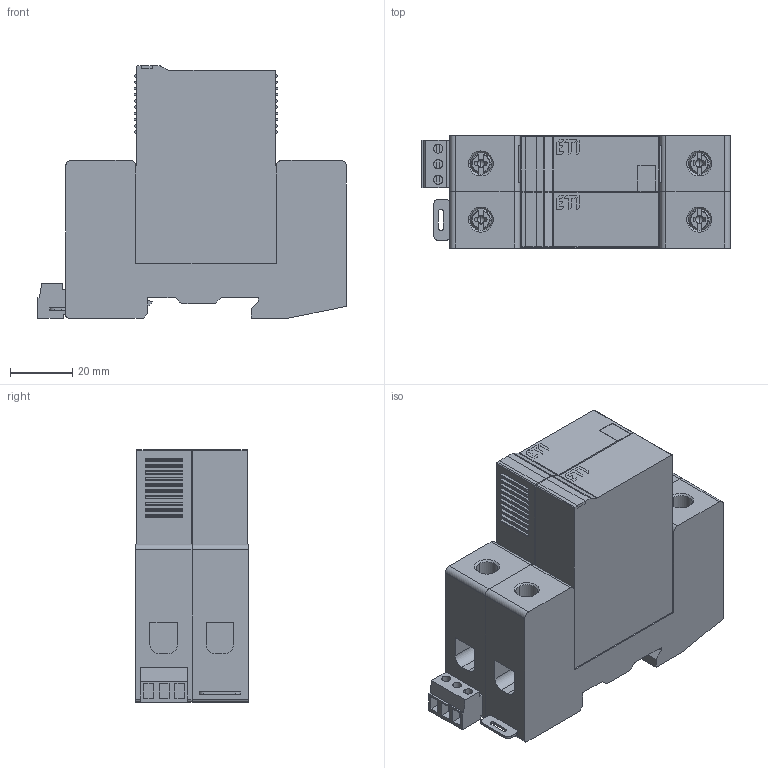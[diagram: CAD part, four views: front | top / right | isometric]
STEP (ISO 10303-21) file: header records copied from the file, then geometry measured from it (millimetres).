
FILE_DESCRIPTION((''),'2;1');
FILE_NAME('ASM0035_ASM','2021-02-01T',('marketing.praksa'),('Audax d.o.o.'),'CREO PARAMETRIC BY PTC INC, 2017480','CREO PARAMETRIC BY PTC INC, 2017480','');
FILE_SCHEMA(('AUTOMOTIVE_DESIGN { 1 0 10303 214 1 1 1 1 }'));
Products named in the file (48): ETITEC_V_T12_28012_5_2_0_1_1_59; 2_0_ORIGINAL_ASM_1_1_ASM_1_1_23_ASM; PRT0014_1_1_1_1_2_3_1_1_1; PRT0015_1_1_1_1_2_3_1_1_1; ASM0017_ASM_1_1_ASM_1_1_2_3_A_2_ASM; ASM0018_ASM_1_1_2_3_ASM_1_ASM_2_ASM; ETITEC_V_T12_28012_5_2_0_1_1_60; 2_0_ORIGINAL_ASM_1_1_ASM_1_1_24_ASM; PRT0011_1_1_2_3_4_1_1_1_2_3_1_2; PRT0011_1_1_2_3_4_2_1_1_2_3_1_2; PRT0011_1_1_2_3_4_3_1_1_2_3_1_2; PRT0011_1_1_2_3_4_ASM_1_1_2_3_2_ASM; PRT0014_1_1_2_1_1_2_3_1_1_1; PRT0015_1_1_2_1_1_2_3_1_1_1; ASM0017_ASM_1_1_2_ASM_1_1_2_3_2_ASM; ASM0019_ASM_1_1_2_3_ASM_1_ASM_2_ASM; ETITEC_V_T12_28012_5_2_0_1_1_61; 2_0_ORIGINAL_ASM_1_ASM_1_ASM_24_ASM; 2_0_ONLY_ONE_POLE_ASM_1_ASM___8_ASM; PRT0010_1_1_1_2_3_4_1_1_1; TMP_DWG_65_1_1_1_2_1_2_3_1_2_24; TMP_DWG_65_1_2_1_2_1_2_3_1_2_24; TMP_DWG_65_1_3_1_2_1_2_3_1_2_24; ASM0011_1_2_ASM_1_ASM_1_1_2_3_2_ASM; ASM0016_ASM_1_ASM_1_1_2_3_ASM_3_ASM; 2_0_TEST_MODUL_ASM_1_ASM_1_1__9_ASM; 2_0_MODULE_ASM_1_1_2_3_ASM_1__1_ASM; ETITEC_V_T12_28012_5_2_0_1_1_62; 2_0_ORIGINAL_ASM_1_ASM_1_ASM_25_ASM; 2_0_ONLY_ONE_POLE_ASM_1_ASM___9_ASM; PRT0010_1_1_1_1_2_3_4_1_1_1; TMP_DWG_65_1_1_1_2_1_2_3_1_2_25; TMP_DWG_65_1_2_1_2_1_2_3_1_2_25; TMP_DWG_65_1_3_1_2_1_2_3_1_2_25; ASM0011_1_2_ASM_1_1_ASM_1_1_2_4_ASM; ASM0016_ASM_1_1_ASM_1_1_2_3_A_2_ASM; 2_0_TEST_MODUL_ASM_1_1_ASM_1__7_ASM; ASM0020_ASM_1_1_2_3_ASM_1_ASM_2_ASM; ASM0014_ASM_1_1_2_3_ASM_1_ASM_2_ASM; ASM0026_ASM_1_ASM_1_1_ASM ...
Assembly tree (47 placements, depth 9):
  ASM0035_ASM
    ASM0031_ASM_1_1_ASM
      ASM0026_ASM_1_ASM_1_1_ASM
        ASM0014_ASM_1_1_2_3_ASM_1_ASM_2_ASM
          ASM0018_ASM_1_1_2_3_ASM_1_ASM_2_ASM
            ASM0017_ASM_1_1_ASM_1_1_2_3_A_2_ASM
              2_0_ORIGINAL_ASM_1_1_ASM_1_1_23_ASM
                ETITEC_V_T12_28012_5_2_0_1_1_59
              PRT0014_1_1_1_1_2_3_1_1_1
              PRT0015_1_1_1_1_2_3_1_1_1
          ASM0019_ASM_1_1_2_3_ASM_1_ASM_2_ASM
            ASM0017_ASM_1_1_2_ASM_1_1_2_3_2_ASM
              2_0_ORIGINAL_ASM_1_1_ASM_1_1_24_ASM
                ETITEC_V_T12_28012_5_2_0_1_1_60
              PRT0011_1_1_2_3_4_ASM_1_1_2_3_2_ASM
                PRT0011_1_1_2_3_4_1_1_1_2_3_1_2
                PRT0011_1_1_2_3_4_2_1_1_2_3_1_2
                PRT0011_1_1_2_3_4_3_1_1_2_3_1_2
              PRT0014_1_1_2_1_1_2_3_1_1_1
              PRT0015_1_1_2_1_1_2_3_1_1_1
          2_0_MODULE_ASM_1_1_2_3_ASM_1__1_ASM
            2_0_TEST_MODUL_ASM_1_ASM_1_1__9_ASM
              2_0_ONLY_ONE_POLE_ASM_1_ASM___8_ASM
                2_0_ORIGINAL_ASM_1_ASM_1_ASM_24_ASM
                  ETITEC_V_T12_28012_5_2_0_1_1_61
              PRT0010_1_1_1_2_3_4_1_1_1
              ASM0016_ASM_1_ASM_1_1_2_3_ASM_3_ASM
                ASM0011_1_2_ASM_1_ASM_1_1_2_3_2_ASM
                  TMP_DWG_65_1_1_1_2_1_2_3_1_2_24
                  TMP_DWG_65_1_2_1_2_1_2_3_1_2_24
                  TMP_DWG_65_1_3_1_2_1_2_3_1_2_24
          ASM0020_ASM_1_1_2_3_ASM_1_ASM_2_ASM
            2_0_TEST_MODUL_ASM_1_1_ASM_1__7_ASM
              2_0_ONLY_ONE_POLE_ASM_1_ASM___9_ASM
                2_0_ORIGINAL_ASM_1_ASM_1_ASM_25_ASM
                  ETITEC_V_T12_28012_5_2_0_1_1_62
              PRT0010_1_1_1_1_2_3_4_1_1_1
              ASM0016_ASM_1_1_ASM_1_1_2_3_A_2_ASM
                ASM0011_1_2_ASM_1_1_ASM_1_1_2_4_ASM
                  TMP_DWG_65_1_1_1_2_1_2_3_1_2_25
                  TMP_DWG_65_1_2_1_2_1_2_3_1_2_25
                  TMP_DWG_65_1_3_1_2_1_2_3_1_2_25
    ASM0036_ASM
      ASM0033_ASM_1_1_ASM
        RC_1_1_1_1
        RC_SCREW_1_1
        PRT0017_1_1
        PRT0018_1_1
Bounding box: 99 x 36 x 80.9 mm (x, y, z)
Volume: 193223.2 mm3; surface area: 49829.1 mm2
Topology: 23 solids, 23 shells, 660 faces, 1736 edges, 1158 vertices
Faces by surface type: plane 426, cylinder 158, cone 40, bspline 16, torus 12, sphere 8
Entity records: 31460 total; most frequent: CARTESIAN_POINT 5428, DIRECTION 3638, ORIENTED_EDGE 3456, PRESENTATION_STYLE_ASSIGNMENT 1859, STYLED_ITEM 1751, CURVE_STYLE 1728, EDGE_CURVE 1728, AXIS2_PLACEMENT_3D 1262
